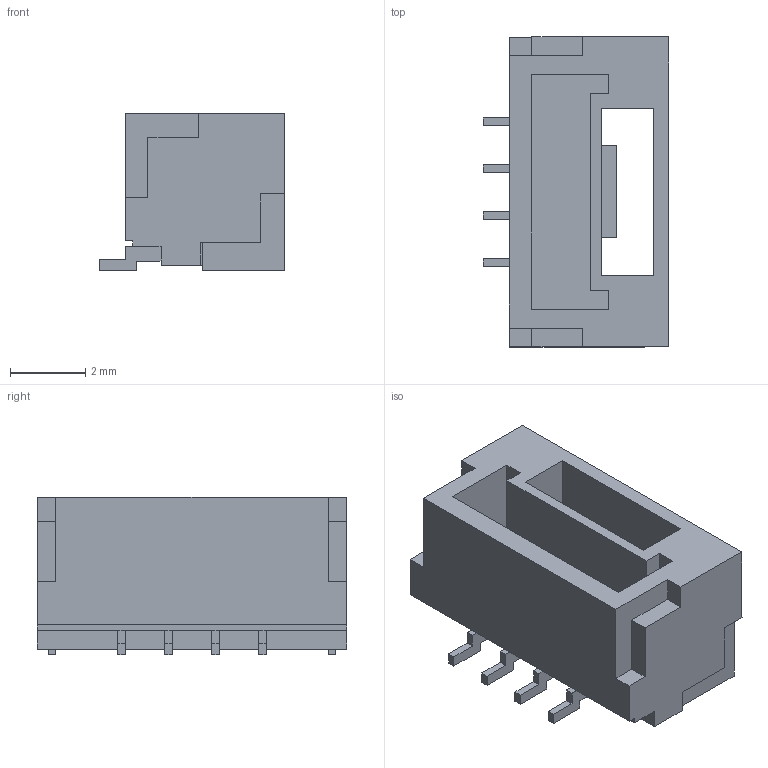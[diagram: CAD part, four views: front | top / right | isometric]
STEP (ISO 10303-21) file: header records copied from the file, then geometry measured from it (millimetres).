
FILE_DESCRIPTION (( 'STEP AP214' ), '1' );
FILE_NAME ('User Library-BM04B-GHS-TBT.STEP', '2020-06-09T07:33:11', ( '' ), ( '' ), 'SwSTEP 2.0', 'SolidWorks 2019', '' );
FILE_SCHEMA (( 'AUTOMOTIVE_DESIGN' ));
Length unit declared in the file: millimetre
Products named in the file (3): P104; BM04B-GHS-TBT; User Library-BM04B-GHS-TBT
Assembly tree (2 placements, depth 3):
  User Library-BM04B-GHS-TBT
    P104
      BM04B-GHS-TBT
Bounding box: 4.95 x 8.25 x 4.2 mm (x, y, z)
Volume: 84.2 mm3; surface area: 262.9 mm2
Topology: 1 solids, 1 shells, 96 faces, 266 edges, 174 vertices
Faces by surface type: plane 96
Entity records: 4142 total; most frequent: CARTESIAN_POINT 542, ORIENTED_EDGE 532, DIRECTION 470, EDGE_CURVE 266, VECTOR 266, LINE 266, VERTEX_POINT 174, AXIS2_PLACEMENT_3D 102
